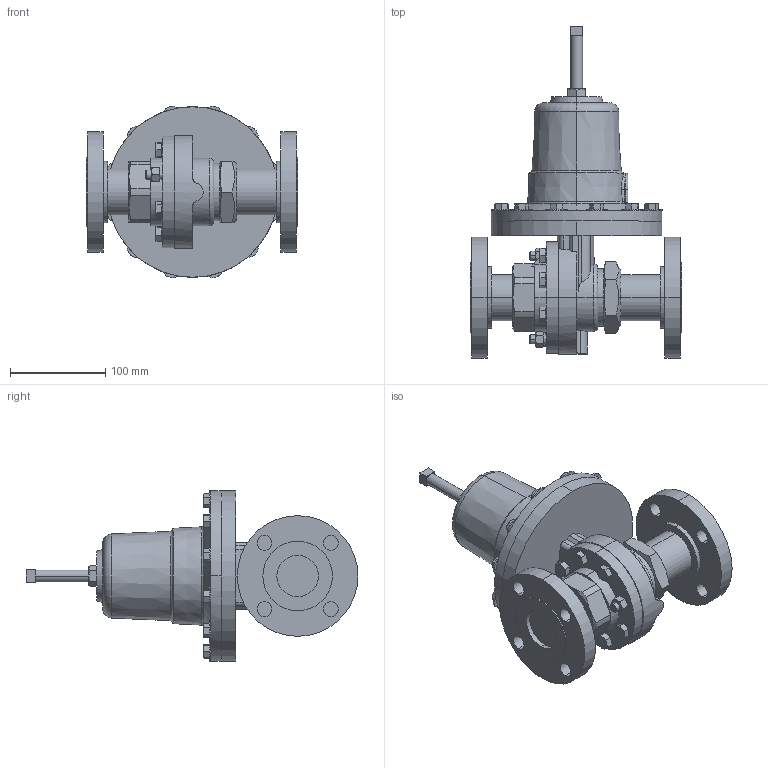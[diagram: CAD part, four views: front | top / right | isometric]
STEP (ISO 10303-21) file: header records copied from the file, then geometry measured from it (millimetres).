
FILE_DESCRIPTION (( 'STEP AP203' ), '1' );
FILE_NAME ('63-150-DI+BR-F5.STEP', '2017-07-25T13:20:48', ( '' ), ( '' ), 'SwSTEP 2.0', 'SolidWorks 2014', '' );
FILE_SCHEMA (( 'CONFIG_CONTROL_DESIGN' ));
Length unit declared in the file: inch
Products named in the file (2): 63-150-DI+BR-F5
Bounding box: 222.25 x 349.25 x 180.18 mm (x, y, z)
Volume: 2776119.5 mm3; surface area: 233406.4 mm2
Topology: 1 solids, 1 shells, 569 faces, 1332 edges, 816 vertices
Faces by surface type: plane 246, cone 175, cylinder 123, torus 12, bspline 11, sphere 2
Entity records: 18352 total; most frequent: CARTESIAN_POINT 5575, ORIENTED_EDGE 2664, DIRECTION 2571, EDGE_CURVE 1332, AXIS2_PLACEMENT_3D 1055, VERTEX_POINT 816, EDGE_LOOP 636, ADVANCED_FACE 569
